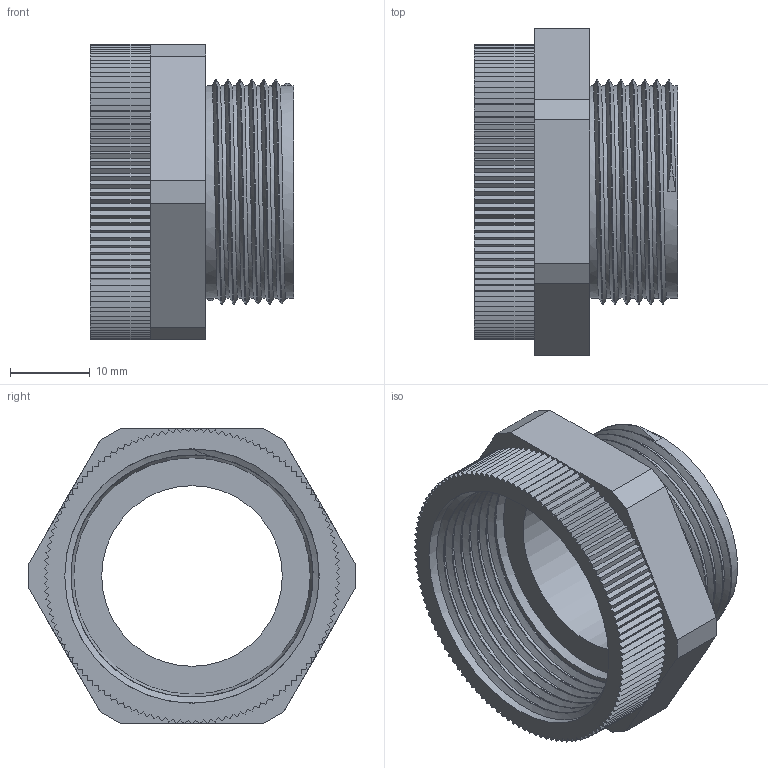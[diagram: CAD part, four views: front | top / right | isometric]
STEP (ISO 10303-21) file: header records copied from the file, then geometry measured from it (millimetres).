
FILE_DESCRIPTION(/* description */ ('Adapter Sechskant PG 21/M32x1,5'),/* implementation_level */ '2;1');
FILE_NAME(/* name */ '11072132-RST.stp',/* time_stamp */ '2020-05-11T08:21:04+02:00',/* author */ ('sl'),/* organization */ (''),/* preprocessor_version */ 'ST-DEVELOPER v16.5',/* originating_system */ 'Autodesk Inventor 2017',/* authorisation */ '');
FILE_SCHEMA (('AUTOMOTIVE_DESIGN { 1 0 10303 214 3 1 1 }'));
Length unit declared in the file: millimetre
Products named in the file (1): 11072132
Bounding box: 25.5 x 41.05 x 37.12 mm (x, y, z)
Volume: 7814.9 mm3; surface area: 7731.5 mm2
Topology: 1 solids, 1 shells, 322 faces, 914 edges, 596 vertices
Faces by surface type: plane 296, cylinder 21, bspline 4, cone 1
Full cylindrical faces by diameter (mm): 22.67 x1, 26.628 x7, 31.912 x6
Entity records: 12289 total; most frequent: CARTESIAN_POINT 4345, ORIENTED_EDGE 1736, DIRECTION 1467, EDGE_CURVE 868, LINE 837, VECTOR 837, VERTEX_POINT 567, EDGE_LOOP 317
